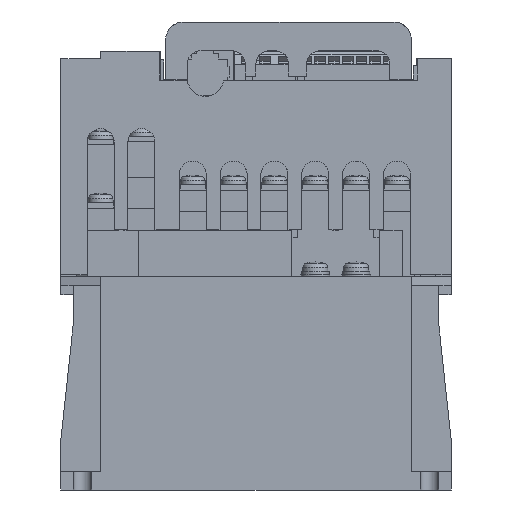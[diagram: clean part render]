
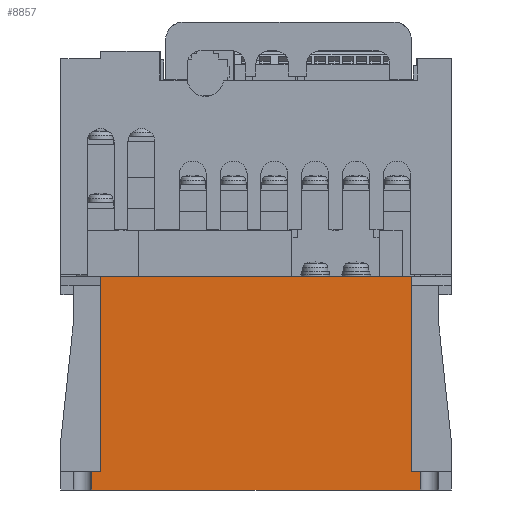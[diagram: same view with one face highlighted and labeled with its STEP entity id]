
A CAD part, front view. The second image highlights one B-rep face of the part: STEP entity #8857.
In plain terms, the highlighted free-form (B-spline) face has degree [1, 1] with [2, 2] control points.
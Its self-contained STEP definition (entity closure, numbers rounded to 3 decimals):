
#7802 = VERTEX_POINT('',#7803);
#7803 = CARTESIAN_POINT('',(40.71,-60.592,
    61.539));
#7808 = EDGE_CURVE('',#7809,#7802,#7811,.T.);
#7809 = VERTEX_POINT('',#7810);
#7810 = CARTESIAN_POINT('',(-40.71,-60.592,
    61.539));
#7811 = B_SPLINE_CURVE_WITH_KNOTS('',1,(#7812,#7813),.UNSPECIFIED.,.F.,
  .F.,(2,2),(0.,86.),.PIECEWISE_BEZIER_KNOTS.);
#7812 = CARTESIAN_POINT('',(-40.71,-60.592,
    61.539));
#7813 = CARTESIAN_POINT('',(40.71,-60.592,
    61.539));
#8478 = VERTEX_POINT('',#8479);
#8479 = CARTESIAN_POINT('',(43.077,-60.592,
    10.414));
#8484 = EDGE_CURVE('',#8485,#8478,#8487,.T.);
#8485 = VERTEX_POINT('',#8486);
#8486 = CARTESIAN_POINT('',(40.71,-60.592,
    10.414));
#8487 = B_SPLINE_CURVE_WITH_KNOTS('',1,(#8488,#8489),.UNSPECIFIED.,.F.,
  .F.,(2,2),(0.,2.5),.PIECEWISE_BEZIER_KNOTS.);
#8488 = CARTESIAN_POINT('',(40.71,-60.592,
    10.414));
#8489 = CARTESIAN_POINT('',(43.077,-60.592,
    10.414));
#8507 = VERTEX_POINT('',#8508);
#8508 = CARTESIAN_POINT('',(-43.077,-60.592,
    10.414));
#8554 = VERTEX_POINT('',#8555);
#8555 = CARTESIAN_POINT('',(-40.71,-60.592,
    10.414));
#8560 = EDGE_CURVE('',#8507,#8554,#8561,.T.);
#8561 = B_SPLINE_CURVE_WITH_KNOTS('',1,(#8562,#8563),.UNSPECIFIED.,.F.,
  .F.,(2,2),(0.,2.5),.PIECEWISE_BEZIER_KNOTS.);
#8562 = CARTESIAN_POINT('',(-43.077,-60.592,
    10.414));
#8563 = CARTESIAN_POINT('',(-40.71,-60.592,
    10.414));
#8839 = EDGE_CURVE('',#8485,#7802,#8840,.T.);
#8840 = B_SPLINE_CURVE_WITH_KNOTS('',1,(#8841,#8842),.UNSPECIFIED.,.F.,
  .F.,(2,2),(0.,54.),.PIECEWISE_BEZIER_KNOTS.);
#8841 = CARTESIAN_POINT('',(40.71,-60.592,
    10.414));
#8842 = CARTESIAN_POINT('',(40.71,-60.592,
    61.539));
#8857 = ADVANCED_FACE('',(#8858),#8888,.T.);
#8858 = FACE_BOUND('',#8859,.F.);
#8859 = EDGE_LOOP('',(#8860,#8867,#8874,#8879,#8880,#8885,#8886,#8887));
#8860 = ORIENTED_EDGE('',*,*,#8861,.F.);
#8861 = EDGE_CURVE('',#8862,#8478,#8864,.T.);
#8862 = VERTEX_POINT('',#8863);
#8863 = CARTESIAN_POINT('',(43.077,-60.592,
    5.681));
#8864 = B_SPLINE_CURVE_WITH_KNOTS('',1,(#8865,#8866),.UNSPECIFIED.,.F.,
  .F.,(2,2),(0.,5.),.PIECEWISE_BEZIER_KNOTS.);
#8865 = CARTESIAN_POINT('',(43.077,-60.592,
    5.681));
#8866 = CARTESIAN_POINT('',(43.077,-60.592,
    10.414));
#8867 = ORIENTED_EDGE('',*,*,#8868,.F.);
#8868 = EDGE_CURVE('',#8869,#8862,#8871,.T.);
#8869 = VERTEX_POINT('',#8870);
#8870 = CARTESIAN_POINT('',(-43.077,-60.592,
    5.681));
#8871 = B_SPLINE_CURVE_WITH_KNOTS('',1,(#8872,#8873),.UNSPECIFIED.,.F.,
  .F.,(2,2),(0.,91.),.PIECEWISE_BEZIER_KNOTS.);
#8872 = CARTESIAN_POINT('',(-43.077,-60.592,
    5.681));
#8873 = CARTESIAN_POINT('',(43.077,-60.592,
    5.681));
#8874 = ORIENTED_EDGE('',*,*,#8875,.T.);
#8875 = EDGE_CURVE('',#8869,#8507,#8876,.T.);
#8876 = B_SPLINE_CURVE_WITH_KNOTS('',1,(#8877,#8878),.UNSPECIFIED.,.F.,
  .F.,(2,2),(0.,5.),.PIECEWISE_BEZIER_KNOTS.);
#8877 = CARTESIAN_POINT('',(-43.077,-60.592,
    5.681));
#8878 = CARTESIAN_POINT('',(-43.077,-60.592,
    10.414));
#8879 = ORIENTED_EDGE('',*,*,#8560,.T.);
#8880 = ORIENTED_EDGE('',*,*,#8881,.T.);
#8881 = EDGE_CURVE('',#8554,#7809,#8882,.T.);
#8882 = B_SPLINE_CURVE_WITH_KNOTS('',1,(#8883,#8884),.UNSPECIFIED.,.F.,
  .F.,(2,2),(0.,54.),.PIECEWISE_BEZIER_KNOTS.);
#8883 = CARTESIAN_POINT('',(-40.71,-60.592,
    10.414));
#8884 = CARTESIAN_POINT('',(-40.71,-60.592,
    61.539));
#8885 = ORIENTED_EDGE('',*,*,#7808,.T.);
#8886 = ORIENTED_EDGE('',*,*,#8839,.F.);
#8887 = ORIENTED_EDGE('',*,*,#8484,.T.);
#8888 = B_SPLINE_SURFACE_WITH_KNOTS('',1,1,(
    (#8889,#8890)
    ,(#8891,#8892
    )),.UNSPECIFIED.,.F.,.F.,.F.,(2,2),(2,2),(8.5,99.5),(0.,59.),
  .PIECEWISE_BEZIER_KNOTS.);
#8889 = CARTESIAN_POINT('',(-43.077,-60.592,
    5.681));
#8890 = CARTESIAN_POINT('',(-43.077,-60.592,
    61.539));
#8891 = CARTESIAN_POINT('',(43.077,-60.592,
    5.681));
#8892 = CARTESIAN_POINT('',(43.077,-60.592,
    61.539));
